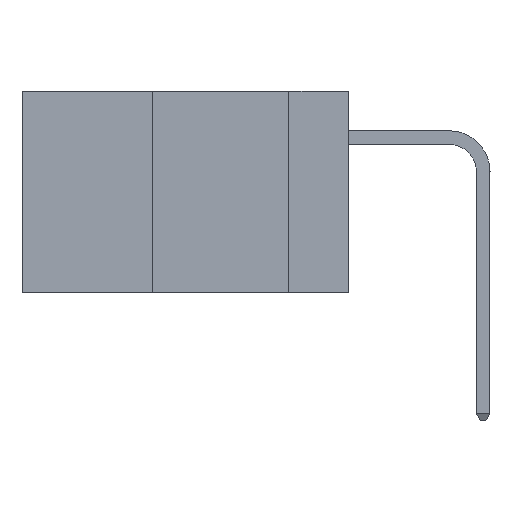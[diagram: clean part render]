
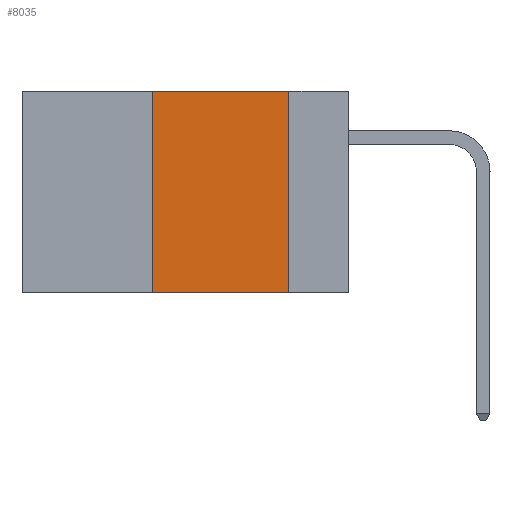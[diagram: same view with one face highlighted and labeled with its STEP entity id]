
A CAD part, left-side view. The second image highlights one B-rep face of the part: STEP entity #8035.
In plain terms, the highlighted planar face has unit normal (-1, 0, 0).
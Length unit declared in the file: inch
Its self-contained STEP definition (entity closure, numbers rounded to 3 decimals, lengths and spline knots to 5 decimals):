
#718 = VECTOR ( 'NONE', #12607, 39.37008 ) ;
#883 = VERTEX_POINT ( 'NONE', #2257 ) ;
#2257 = CARTESIAN_POINT ( 'NONE',  ( 0., 0.11, 0. ) ) ;
#2987 = EDGE_CURVE ( 'NONE', #11017, #15935, #11503, .T. ) ;
#5754 = EDGE_CURVE ( 'NONE', #7323, #883, #7362, .T. ) ;
#6113 = AXIS2_PLACEMENT_3D ( 'NONE', #6711, #9557, #29117 ) ;
#6148 = ORIENTED_EDGE ( 'NONE', *, *, #6748, .F. ) ;
#6394 = VECTOR ( 'NONE', #33480, 39.37008 ) ;
#6711 = CARTESIAN_POINT ( 'NONE',  ( 0., 0.6, 0. ) ) ;
#6748 = EDGE_CURVE ( 'NONE', #883, #15935, #28729, .T. ) ;
#7254 = CARTESIAN_POINT ( 'NONE',  ( 0., 0.11, -0.37 ) ) ;
#7323 = VERTEX_POINT ( 'NONE', #36469 ) ;
#7362 = LINE ( 'NONE', #32189, #718 ) ;
#7535 = ORIENTED_EDGE ( 'NONE', *, *, #8647, .F. ) ;
#8035 = ADVANCED_FACE ( 'NONE', ( #33195 ), #23386, .F. ) ;
#8452 = ORIENTED_EDGE ( 'NONE', *, *, #2987, .T. ) ;
#8647 = EDGE_CURVE ( 'NONE', #11017, #7323, #26557, .T. ) ;
#9268 = CARTESIAN_POINT ( 'NONE',  ( 0., 0.36, 0. ) ) ;
#9557 = DIRECTION ( 'NONE',  ( 1., 0., 0. ) ) ;
#11017 = VERTEX_POINT ( 'NONE', #26419 ) ;
#11503 = LINE ( 'NONE', #32068, #32992 ) ;
#12607 = DIRECTION ( 'NONE',  ( 0., -1., 0. ) ) ;
#15935 = VERTEX_POINT ( 'NONE', #7254 ) ;
#16667 = CARTESIAN_POINT ( 'NONE',  ( 0., 0.11, 0. ) ) ;
#19092 = VECTOR ( 'NONE', #28961, 39.37008 ) ;
#23386 = PLANE ( 'NONE',  #6113 ) ;
#24574 = DIRECTION ( 'NONE',  ( 0., -1., 0. ) ) ;
#26419 = CARTESIAN_POINT ( 'NONE',  ( 0., 0.36, -0.37 ) ) ;
#26557 = LINE ( 'NONE', #9268, #19092 ) ;
#27759 = EDGE_LOOP ( 'NONE', ( #6148, #31647, #7535, #8452 ) ) ;
#28729 = LINE ( 'NONE', #16667, #6394 ) ;
#28961 = DIRECTION ( 'NONE',  ( 0., 0., 1. ) ) ;
#29117 = DIRECTION ( 'NONE',  ( 0., 0., -1. ) ) ;
#31647 = ORIENTED_EDGE ( 'NONE', *, *, #5754, .F. ) ;
#32068 = CARTESIAN_POINT ( 'NONE',  ( 0., 0.6, -0.37 ) ) ;
#32189 = CARTESIAN_POINT ( 'NONE',  ( 0., 0.6, 0. ) ) ;
#32992 = VECTOR ( 'NONE', #24574, 39.37008 ) ;
#33195 = FACE_OUTER_BOUND ( 'NONE', #27759, .T. ) ;
#33480 = DIRECTION ( 'NONE',  ( 0., 0., -1. ) ) ;
#36469 = CARTESIAN_POINT ( 'NONE',  ( 0., 0.36, 0. ) ) ;
